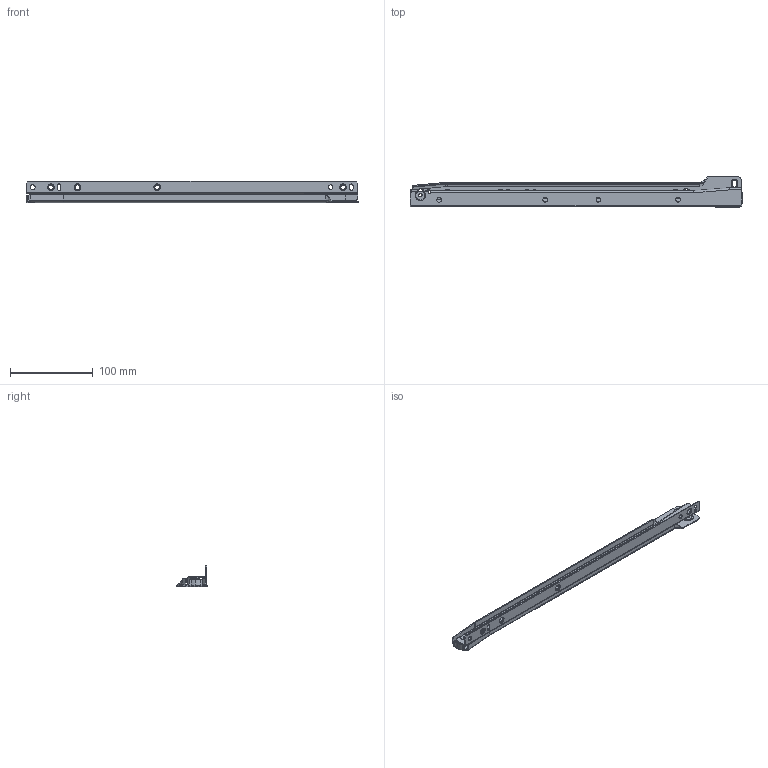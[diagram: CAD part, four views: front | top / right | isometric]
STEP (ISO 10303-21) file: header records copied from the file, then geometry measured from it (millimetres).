
FILE_DESCRIPTION (( 'STEP AP214' ), '1' );
FILE_NAME ('FR_2021.0400mm_16inch_closed_right.STEP', '2022-11-15T07:55:52', ( '' ), ( '' ), 'SwSTEP 2.0', 'SolidWorks 2020', '' );
FILE_SCHEMA (( 'AUTOMOTIVE_DESIGN' ));
Length unit declared in the file: millimetre
Products named in the file (5): 2021.XXX-03.W151_NL 400 re of; FR_2021.0400mm_16inch_closed_right; 2021.400-01.W012.re_Topf Standard; 2021.XXX-03.W151.re_NL 400; 2021.400-01.W012.re_NL 400
Assembly tree (4 placements, depth 3):
  FR_2021.0400mm_16inch_closed_right
    2021.400-01.W012.re_NL 400
      2021.400-01.W012.re_Topf Standard
    2021.XXX-03.W151.re_NL 400
      2021.XXX-03.W151_NL 400 re of
Bounding box: 400.01 x 36.65 x 25.5 mm (x, y, z)
Volume: 38984.8 mm3; surface area: 63838.8 mm2
Topology: 2 solids, 2 shells, 702 faces, 1672 edges, 1063 vertices
Faces by surface type: cylinder 351, plane 240, cone 49, bspline 39, torus 15, sphere 8
Entity records: 23193 total; most frequent: CARTESIAN_POINT 6152, DIRECTION 3606, ORIENTED_EDGE 3326, EDGE_CURVE 1663, AXIS2_PLACEMENT_3D 1409, VERTEX_POINT 1059, EDGE_LOOP 852, LINE 788
